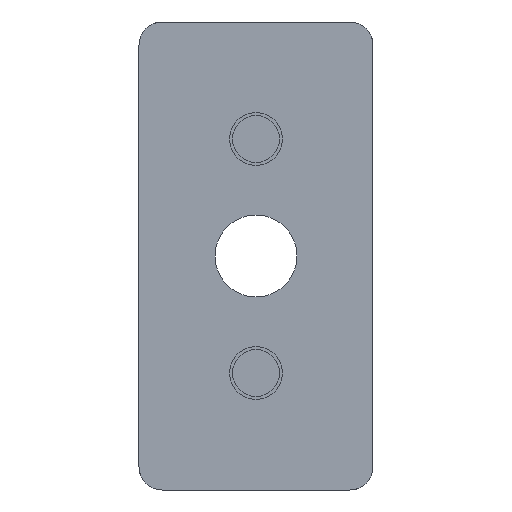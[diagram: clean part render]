
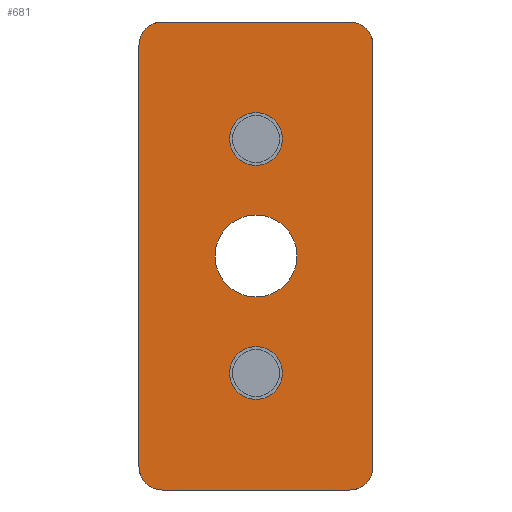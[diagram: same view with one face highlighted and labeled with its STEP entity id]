
A CAD part, front view. The second image highlights one B-rep face of the part: STEP entity #681.
In plain terms, the highlighted planar face has unit normal (0, -1, 0).
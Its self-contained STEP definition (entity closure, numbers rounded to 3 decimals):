
#18 = ORIENTED_EDGE ( 'NONE', *, *, #1020, .F. ) ;
#64 = DIRECTION ( 'NONE',  ( 0., -1., 0. ) ) ;
#94 = VECTOR ( 'NONE', #960, 1000. ) ;
#99 = VECTOR ( 'NONE', #757, 1000. ) ;
#100 = DIRECTION ( 'NONE',  ( 0., 0., 1. ) ) ;
#113 = DIRECTION ( 'NONE',  ( 0., 0., -1. ) ) ;
#126 = CARTESIAN_POINT ( 'NONE',  ( 20., 0., 36. ) ) ;
#146 = EDGE_LOOP ( 'NONE', ( #388, #1818 ) ) ;
#162 = ORIENTED_EDGE ( 'NONE', *, *, #834, .F. ) ;
#167 = DIRECTION ( 'NONE',  ( 0., 0., -1. ) ) ;
#169 = CARTESIAN_POINT ( 'NONE',  ( 0., 0., -7. ) ) ;
#206 = CARTESIAN_POINT ( 'NONE',  ( 0., 0., 40. ) ) ;
#219 = CIRCLE ( 'NONE', #1764, 4.5 ) ;
#221 = CIRCLE ( 'NONE', #904, 4. ) ;
#228 = VERTEX_POINT ( 'NONE', #1133 ) ;
#229 = AXIS2_PLACEMENT_3D ( 'NONE', #1163, #259, #246 ) ;
#236 = EDGE_CURVE ( 'NONE', #603, #867, #1327, .T. ) ;
#246 = DIRECTION ( 'NONE',  ( 0., 0., 1. ) ) ;
#259 = DIRECTION ( 'NONE',  ( 0., 1., 0. ) ) ;
#285 = VECTOR ( 'NONE', #1063, 1000. ) ;
#303 = DIRECTION ( 'NONE',  ( 0., -1., 0. ) ) ;
#309 = CARTESIAN_POINT ( 'NONE',  ( 16., 0., 36. ) ) ;
#316 = ORIENTED_EDGE ( 'NONE', *, *, #589, .F. ) ;
#336 = CARTESIAN_POINT ( 'NONE',  ( -16., 0., -36. ) ) ;
#365 = VERTEX_POINT ( 'NONE', #1607 ) ;
#372 = DIRECTION ( 'NONE',  ( 0., -1., 0. ) ) ;
#388 = ORIENTED_EDGE ( 'NONE', *, *, #236, .F. ) ;
#407 = EDGE_CURVE ( 'NONE', #228, #1671, #1519, .T. ) ;
#449 = CARTESIAN_POINT ( 'NONE',  ( 0., 0., 15.5 ) ) ;
#461 = AXIS2_PLACEMENT_3D ( 'NONE', #537, #1421, #113 ) ;
#471 = VERTEX_POINT ( 'NONE', #449 ) ;
#473 = EDGE_CURVE ( 'NONE', #1671, #365, #1442, .T. ) ;
#491 = EDGE_CURVE ( 'NONE', #1468, #1710, #1402, .T. ) ;
#499 = VERTEX_POINT ( 'NONE', #788 ) ;
#503 = EDGE_LOOP ( 'NONE', ( #1081, #808 ) ) ;
#516 = CARTESIAN_POINT ( 'NONE',  ( 0., 0., 0. ) ) ;
#537 = CARTESIAN_POINT ( 'NONE',  ( 0., 0., -20. ) ) ;
#552 = LINE ( 'NONE', #206, #1061 ) ;
#560 = ORIENTED_EDGE ( 'NONE', *, *, #930, .F. ) ;
#572 = AXIS2_PLACEMENT_3D ( 'NONE', #619, #64, #774 ) ;
#578 = EDGE_CURVE ( 'NONE', #580, #841, #221, .T. ) ;
#580 = VERTEX_POINT ( 'NONE', #781 ) ;
#589 = EDGE_CURVE ( 'NONE', #841, #1559, #1256, .T. ) ;
#603 = VERTEX_POINT ( 'NONE', #765 ) ;
#608 = CIRCLE ( 'NONE', #1745, 4.5 ) ;
#619 = CARTESIAN_POINT ( 'NONE',  ( 0., 0., 0. ) ) ;
#661 = DIRECTION ( 'NONE',  ( 0., 0., -1. ) ) ;
#681 = ADVANCED_FACE ( 'NONE', ( #1517, #1287, #715, #878 ), #944, .F. ) ;
#697 = EDGE_CURVE ( 'NONE', #1710, #1468, #789, .T. ) ;
#706 = EDGE_CURVE ( 'NONE', #1389, #471, #219, .T. ) ;
#715 = FACE_BOUND ( 'NONE', #503, .T. ) ;
#718 = CARTESIAN_POINT ( 'NONE',  ( 16., 0., -36. ) ) ;
#724 = CARTESIAN_POINT ( 'NONE',  ( 0., 0., 7. ) ) ;
#736 = CIRCLE ( 'NONE', #229, 4. ) ;
#753 = DIRECTION ( 'NONE',  ( 0., 1., 0. ) ) ;
#757 = DIRECTION ( 'NONE',  ( 0., 0., 1. ) ) ;
#765 = CARTESIAN_POINT ( 'NONE',  ( 0., 0., -24.5 ) ) ;
#767 = DIRECTION ( 'NONE',  ( 0., 0., 1. ) ) ;
#772 = ORIENTED_EDGE ( 'NONE', *, *, #1269, .F. ) ;
#774 = DIRECTION ( 'NONE',  ( 0., 0., -1. ) ) ;
#781 = CARTESIAN_POINT ( 'NONE',  ( -16., 0., -40. ) ) ;
#788 = CARTESIAN_POINT ( 'NONE',  ( -16., 0., 40. ) ) ;
#789 = CIRCLE ( 'NONE', #836, 7. ) ;
#802 = VERTEX_POINT ( 'NONE', #861 ) ;
#808 = ORIENTED_EDGE ( 'NONE', *, *, #697, .F. ) ;
#834 = EDGE_CURVE ( 'NONE', #365, #802, #996, .T. ) ;
#836 = AXIS2_PLACEMENT_3D ( 'NONE', #1372, #1526, #1809 ) ;
#841 = VERTEX_POINT ( 'NONE', #1666 ) ;
#860 = AXIS2_PLACEMENT_3D ( 'NONE', #516, #1084, #100 ) ;
#861 = CARTESIAN_POINT ( 'NONE',  ( 16., 0., -40. ) ) ;
#866 = DIRECTION ( 'NONE',  ( 0., 0., 1. ) ) ;
#867 = VERTEX_POINT ( 'NONE', #1371 ) ;
#874 = CARTESIAN_POINT ( 'NONE',  ( 0., 0., 20. ) ) ;
#878 = FACE_OUTER_BOUND ( 'NONE', #1106, .T. ) ;
#904 = AXIS2_PLACEMENT_3D ( 'NONE', #336, #1633, #1219 ) ;
#918 = EDGE_CURVE ( 'NONE', #867, #603, #1455, .T. ) ;
#930 = EDGE_CURVE ( 'NONE', #802, #580, #1827, .T. ) ;
#944 = PLANE ( 'NONE',  #860 ) ;
#960 = DIRECTION ( 'NONE',  ( -1., 0., 0. ) ) ;
#996 = CIRCLE ( 'NONE', #1520, 4. ) ;
#1003 = ORIENTED_EDGE ( 'NONE', *, *, #706, .F. ) ;
#1020 = EDGE_CURVE ( 'NONE', #499, #228, #552, .T. ) ;
#1061 = VECTOR ( 'NONE', #1086, 1000. ) ;
#1063 = DIRECTION ( 'NONE',  ( 0., 0., -1. ) ) ;
#1081 = ORIENTED_EDGE ( 'NONE', *, *, #491, .F. ) ;
#1084 = DIRECTION ( 'NONE',  ( 0., 1., 0. ) ) ;
#1086 = DIRECTION ( 'NONE',  ( 1., 0., 0. ) ) ;
#1106 = EDGE_LOOP ( 'NONE', ( #1238, #560, #162, #1578, #1363, #18, #772, #316 ) ) ;
#1114 = AXIS2_PLACEMENT_3D ( 'NONE', #309, #753, #767 ) ;
#1133 = CARTESIAN_POINT ( 'NONE',  ( 16., 0., 40. ) ) ;
#1163 = CARTESIAN_POINT ( 'NONE',  ( -16., 0., 36. ) ) ;
#1192 = CARTESIAN_POINT ( 'NONE',  ( 0., 0., 20. ) ) ;
#1218 = EDGE_LOOP ( 'NONE', ( #1318, #1003 ) ) ;
#1219 = DIRECTION ( 'NONE',  ( 0., 0., 1. ) ) ;
#1238 = ORIENTED_EDGE ( 'NONE', *, *, #578, .F. ) ;
#1252 = CARTESIAN_POINT ( 'NONE',  ( 0., 0., -20. ) ) ;
#1256 = LINE ( 'NONE', #1350, #99 ) ;
#1269 = EDGE_CURVE ( 'NONE', #1559, #499, #736, .T. ) ;
#1287 = FACE_BOUND ( 'NONE', #146, .T. ) ;
#1318 = ORIENTED_EDGE ( 'NONE', *, *, #1712, .F. ) ;
#1327 = CIRCLE ( 'NONE', #461, 4.5 ) ;
#1350 = CARTESIAN_POINT ( 'NONE',  ( -20., 0., 0. ) ) ;
#1363 = ORIENTED_EDGE ( 'NONE', *, *, #407, .F. ) ;
#1371 = CARTESIAN_POINT ( 'NONE',  ( 0., 0., -15.5 ) ) ;
#1372 = CARTESIAN_POINT ( 'NONE',  ( 0., 0., 0. ) ) ;
#1389 = VERTEX_POINT ( 'NONE', #1453 ) ;
#1402 = CIRCLE ( 'NONE', #572, 7. ) ;
#1421 = DIRECTION ( 'NONE',  ( 0., -1., 0. ) ) ;
#1442 = LINE ( 'NONE', #1646, #285 ) ;
#1453 = CARTESIAN_POINT ( 'NONE',  ( 0., 0., 24.5 ) ) ;
#1455 = CIRCLE ( 'NONE', #1551, 4.5 ) ;
#1468 = VERTEX_POINT ( 'NONE', #169 ) ;
#1517 = FACE_BOUND ( 'NONE', #1218, .T. ) ;
#1519 = CIRCLE ( 'NONE', #1114, 4. ) ;
#1520 = AXIS2_PLACEMENT_3D ( 'NONE', #718, #1731, #866 ) ;
#1526 = DIRECTION ( 'NONE',  ( 0., -1., 0. ) ) ;
#1551 = AXIS2_PLACEMENT_3D ( 'NONE', #1252, #372, #661 ) ;
#1559 = VERTEX_POINT ( 'NONE', #1807 ) ;
#1578 = ORIENTED_EDGE ( 'NONE', *, *, #473, .F. ) ;
#1603 = DIRECTION ( 'NONE',  ( 0., -1., 0. ) ) ;
#1607 = CARTESIAN_POINT ( 'NONE',  ( 20., 0., -36. ) ) ;
#1633 = DIRECTION ( 'NONE',  ( 0., 1., 0. ) ) ;
#1646 = CARTESIAN_POINT ( 'NONE',  ( 20., 0., 0. ) ) ;
#1666 = CARTESIAN_POINT ( 'NONE',  ( -20., 0., -36. ) ) ;
#1671 = VERTEX_POINT ( 'NONE', #126 ) ;
#1686 = CARTESIAN_POINT ( 'NONE',  ( 0., 0., -40. ) ) ;
#1710 = VERTEX_POINT ( 'NONE', #724 ) ;
#1712 = EDGE_CURVE ( 'NONE', #471, #1389, #608, .T. ) ;
#1731 = DIRECTION ( 'NONE',  ( 0., 1., 0. ) ) ;
#1736 = DIRECTION ( 'NONE',  ( 0., 0., -1. ) ) ;
#1745 = AXIS2_PLACEMENT_3D ( 'NONE', #1192, #303, #1736 ) ;
#1764 = AXIS2_PLACEMENT_3D ( 'NONE', #874, #1603, #167 ) ;
#1807 = CARTESIAN_POINT ( 'NONE',  ( -20., 0., 36. ) ) ;
#1809 = DIRECTION ( 'NONE',  ( 0., 0., -1. ) ) ;
#1818 = ORIENTED_EDGE ( 'NONE', *, *, #918, .F. ) ;
#1827 = LINE ( 'NONE', #1686, #94 ) ;
